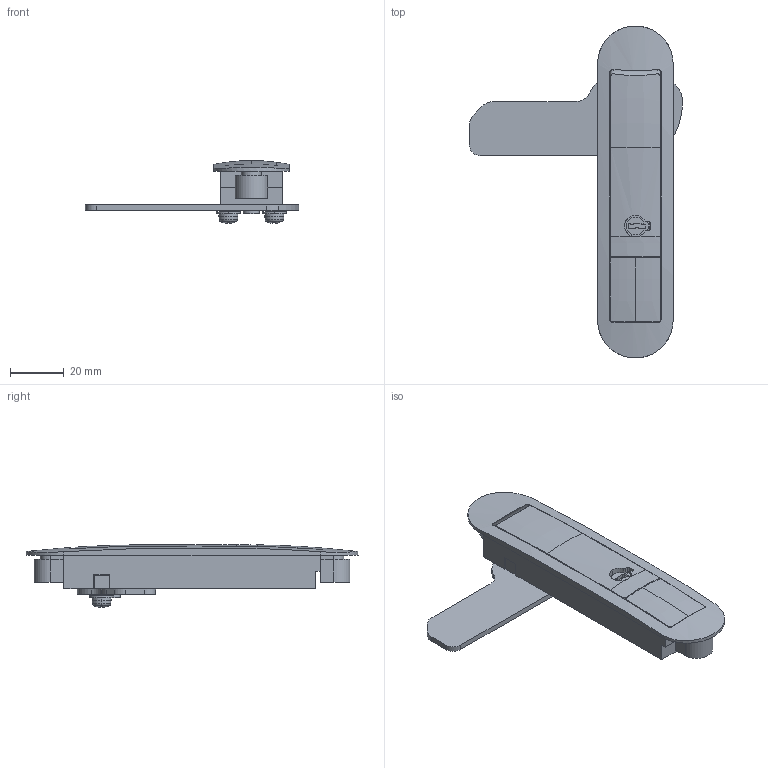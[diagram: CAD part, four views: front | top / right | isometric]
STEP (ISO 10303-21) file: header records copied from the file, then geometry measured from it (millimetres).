
FILE_DESCRIPTION (( 'STEP AP203' ), '1' );
FILE_NAME ('A-242-A-2-1.STEP', '2021-08-23T02:23:49', ( '' ), ( '' ), 'SwSTEP 2.0', 'SolidWorks 2018', '' );
FILE_SCHEMA (( 'CONFIG_CONTROL_DESIGN' ));
Length unit declared in the file: millimetre
Products named in the file (15): A-242-A-2-1_R base_; A-242-A-2-1_lever_; A-242-A-2-1_cross-recessed flat head screw__M4x8十字穴付皿小ねじ(鉄); A-242-A-2-1_cross-recessed head machine screw__M4x8十字穴付なべ小ねじ(SUS)ダブルセムス(P3); LU-0200鍵芯C_; A-242-A-2-1_rink_; A-242-A-2-1_slide cam_; A-242-A-2-1_spacer_; A-242-A-2-1_body_; A-242-A-2-1; LU-0200_; A-242-A-2-1_h base_; A-242-A-2-1_handle_; A-242-A-2-1_stopper_
Assembly tree (16 placements, depth 3):
  A-242-A-2-1
    A-242-A-2-1_body_
    A-242-A-2-1_handle_
    A-242-A-2-1_h base_
    A-242-A-2-1_slide cam_
    A-242-A-2-1_rink_
    A-242-A-2-1_lever_
    A-242-A-2-1_R base_
    A-242-A-2-1_stopper_
    A-242-A-2-1_cross-recessed head machine screw__M4x8十字穴付なべ小ねじ(SUS)ダブルセムス(P3)  x2
    A-242-A-2-1_spacer_  x2
      A-242-A-2-1_spacer_
      A-242-A-2-1_cross-recessed flat head screw__M4x8十字穴付皿小ねじ(鉄)
    LU-0200_
      LU-0200鍵芯C_
Bounding box: 79 x 123 x 23.27 mm (x, y, z)
Volume: 26281.1 mm3; surface area: 31855.2 mm2
Topology: 19 solids, 19 shells, 617 faces, 1652 edges, 1086 vertices
Faces by surface type: plane 362, cylinder 210, cone 20, bspline 11, torus 10, sphere 4
Entity records: 18933 total; most frequent: CARTESIAN_POINT 3936, ORIENTED_EDGE 2814, DIRECTION 2761, EDGE_CURVE 1407, VERTEX_POINT 928, LINE 923, VECTOR 923, AXIS2_PLACEMENT_3D 919
